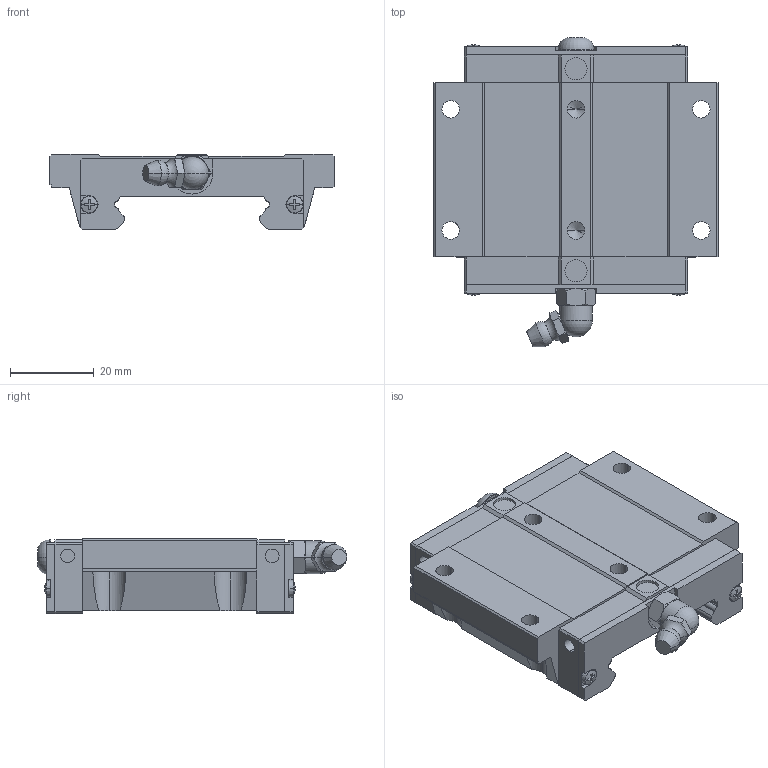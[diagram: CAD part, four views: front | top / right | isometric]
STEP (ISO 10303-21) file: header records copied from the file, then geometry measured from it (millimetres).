
FILE_DESCRIPTION(('STEP AP214'),'1');
FILE_NAME('cctmp_CECCC5E8-399D-41D9-902A-55C135B45551_2020_5_14_10_24_9_59..stp','2020-05-14T08:24:09',('HIWIN GmbH'),('CADClick - www.CADClick.com'),'Spatial InterOp 3D',' ','unknown authorization');
FILE_SCHEMA(('AUTOMOTIVE_DESIGN'));
Length unit declared in the file: millimetre
Products named in the file (1): WEW21CCZ0H_FILE
Bounding box: 68 x 74.02 x 18 mm (x, y, z)
Volume: 43523 mm3; surface area: 13807.6 mm2
Topology: 1 solids, 5 shells, 358 faces, 961 edges, 621 vertices
Faces by surface type: plane 204, cylinder 92, cone 42, torus 18, sphere 2
Entity records: 14168 total; most frequent: CARTESIAN_POINT 2399, ORIENTED_EDGE 1910, DIRECTION 1818, EDGE_CURVE 955, VERTEX_POINT 621, AXIS2_PLACEMENT_3D 616, LINE 586, VECTOR 586
